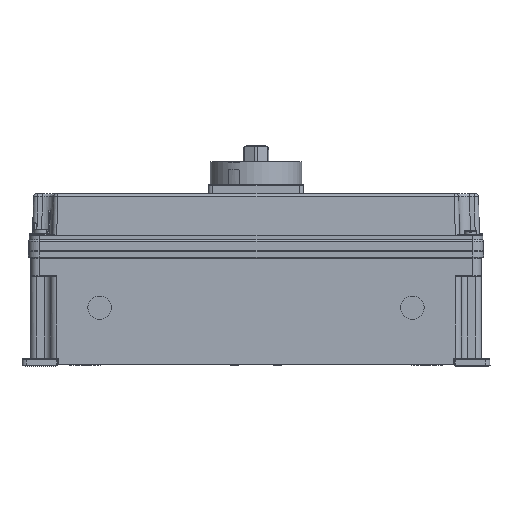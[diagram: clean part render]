
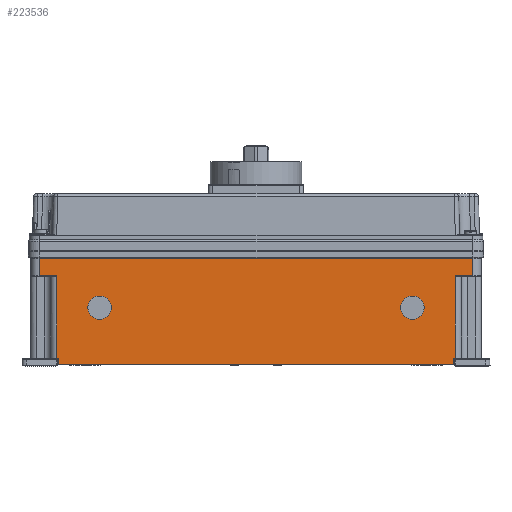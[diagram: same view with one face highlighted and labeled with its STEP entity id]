
A CAD part, front view. The second image highlights one B-rep face of the part: STEP entity #223536.
In plain terms, the highlighted face is planar.
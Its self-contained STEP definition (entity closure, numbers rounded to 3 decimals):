
#2781 = DIRECTION ( 'NONE',  ( 0., -1., 0. ) ) ;
#3965 = VERTEX_POINT ( 'NONE', #16527 ) ;
#4008 = LINE ( 'NONE', #71596, #283797 ) ;
#4233 = EDGE_CURVE ( 'NONE', #115253, #52707, #108310, .T. ) ;
#6410 = DIRECTION ( 'NONE',  ( 0., 1., 0. ) ) ;
#7050 = AXIS2_PLACEMENT_3D ( 'NONE', #115541, #25256, #6410 ) ;
#8442 = LINE ( 'NONE', #186577, #58175 ) ;
#8665 = CARTESIAN_POINT ( 'NONE',  ( 18.5, -40.3, -22.5 ) ) ;
#14848 = EDGE_CURVE ( 'NONE', #70439, #137104, #112314, .T. ) ;
#15844 = EDGE_CURVE ( 'NONE', #251618, #220472, #215925, .T. ) ;
#16296 = EDGE_CURVE ( 'NONE', #69818, #251274, #60576, .T. ) ;
#16527 = CARTESIAN_POINT ( 'NONE',  ( 18.5, -6., 0. ) ) ;
#18653 = ORIENTED_EDGE ( 'NONE', *, *, #243482, .T. ) ;
#19015 = DIRECTION ( 'NONE',  ( 0., -1., 0. ) ) ;
#20178 = PLANE ( 'NONE',  #120042 ) ;
#20197 = LINE ( 'NONE', #236981, #251659 ) ;
#24461 = DIRECTION ( 'NONE',  ( 1., 0., 0. ) ) ;
#24926 = DIRECTION ( 'NONE',  ( 0., 0., -1. ) ) ;
#25256 = DIRECTION ( 'NONE',  ( 1., 0., 0. ) ) ;
#25696 = DIRECTION ( 'NONE',  ( 0., -1., 0. ) ) ;
#28618 = CARTESIAN_POINT ( 'NONE',  ( 18.5, -260.3, -22.5 ) ) ;
#37617 = EDGE_CURVE ( 'NONE', #72594, #52907, #191084, .T. ) ;
#38286 = ORIENTED_EDGE ( 'NONE', *, *, #132949, .F. ) ;
#42727 = CARTESIAN_POINT ( 'NONE',  ( 18.5, -48.5, -22.5 ) ) ;
#42752 = VECTOR ( 'NONE', #200228, 1000. ) ;
#46000 = CARTESIAN_POINT ( 'NONE',  ( 18.5, -317., -62.5 ) ) ;
#48067 = DIRECTION ( 'NONE',  ( 0., 0., 1. ) ) ;
#50660 = CARTESIAN_POINT ( 'NONE',  ( 18.5, -311., 12. ) ) ;
#52707 = VERTEX_POINT ( 'NONE', #28618 ) ;
#52907 = VERTEX_POINT ( 'NONE', #231660 ) ;
#53726 = LINE ( 'NONE', #116837, #87575 ) ;
#54811 = CARTESIAN_POINT ( 'NONE',  ( 18.5, -18.5, -58. ) ) ;
#57223 = CARTESIAN_POINT ( 'NONE',  ( 18.5, -298.5, -58. ) ) ;
#58175 = VECTOR ( 'NONE', #94658, 1000. ) ;
#60576 = LINE ( 'NONE', #156653, #185809 ) ;
#68536 = DIRECTION ( 'NONE',  ( 0., 0., -1. ) ) ;
#69818 = VERTEX_POINT ( 'NONE', #95554 ) ;
#70439 = VERTEX_POINT ( 'NONE', #8665 ) ;
#70766 = EDGE_LOOP ( 'NONE', ( #165873, #217503 ) ) ;
#71596 = CARTESIAN_POINT ( 'NONE',  ( 18.5, -298.5, 0. ) ) ;
#72594 = VERTEX_POINT ( 'NONE', #170626 ) ;
#74722 = EDGE_CURVE ( 'NONE', #52707, #115253, #263967, .T. ) ;
#78830 = DIRECTION ( 'NONE',  ( 1., 0., 0. ) ) ;
#84465 = ORIENTED_EDGE ( 'NONE', *, *, #15844, .F. ) ;
#87575 = VECTOR ( 'NONE', #48067, 1000. ) ;
#88152 = ORIENTED_EDGE ( 'NONE', *, *, #14848, .F. ) ;
#89245 = DIRECTION ( 'NONE',  ( 1., 0., 0. ) ) ;
#92726 = EDGE_CURVE ( 'NONE', #52907, #216343, #270217, .T. ) ;
#94658 = DIRECTION ( 'NONE',  ( 0., 1., 0. ) ) ;
#95554 = CARTESIAN_POINT ( 'NONE',  ( 18.5, -298.5, 0. ) ) ;
#95658 = VERTEX_POINT ( 'NONE', #267254 ) ;
#97258 = ORIENTED_EDGE ( 'NONE', *, *, #182403, .T. ) ;
#106231 = CARTESIAN_POINT ( 'NONE',  ( 18.5, -19.5, -58. ) ) ;
#108155 = CARTESIAN_POINT ( 'NONE',  ( 18.5, -311., 12. ) ) ;
#108310 = CIRCLE ( 'NONE', #209246, 8.2 ) ;
#109350 = CARTESIAN_POINT ( 'NONE',  ( 18.5, -268.5, -22.5 ) ) ;
#111516 = CARTESIAN_POINT ( 'NONE',  ( 18.5, -297.5, -58. ) ) ;
#112314 = CIRCLE ( 'NONE', #185821, 8.2 ) ;
#112500 = LINE ( 'NONE', #225921, #42752 ) ;
#115253 = VERTEX_POINT ( 'NONE', #252746 ) ;
#115541 = CARTESIAN_POINT ( 'NONE',  ( 18.5, -268.5, -22.5 ) ) ;
#116528 = CARTESIAN_POINT ( 'NONE',  ( 18.5, -18.5, 0. ) ) ;
#116837 = CARTESIAN_POINT ( 'NONE',  ( 18.5, -19.5, -62.5 ) ) ;
#120042 = AXIS2_PLACEMENT_3D ( 'NONE', #46000, #24461, #2781 ) ;
#123688 = ORIENTED_EDGE ( 'NONE', *, *, #147025, .F. ) ;
#127199 = VECTOR ( 'NONE', #24926, 1000. ) ;
#130645 = DIRECTION ( 'NONE',  ( 0., 1., 0. ) ) ;
#131110 = DIRECTION ( 'NONE',  ( 0., 1., 0. ) ) ;
#132949 = EDGE_CURVE ( 'NONE', #3965, #216343, #206400, .T. ) ;
#133656 = DIRECTION ( 'NONE',  ( 0., 0., -1. ) ) ;
#136508 = ORIENTED_EDGE ( 'NONE', *, *, #140082, .T. ) ;
#137104 = VERTEX_POINT ( 'NONE', #226383 ) ;
#140082 = EDGE_CURVE ( 'NONE', #95658, #142817, #242235, .T. ) ;
#141067 = LINE ( 'NONE', #50660, #127199 ) ;
#142817 = VERTEX_POINT ( 'NONE', #178492 ) ;
#143166 = DIRECTION ( 'NONE',  ( 0., -1., 0. ) ) ;
#144321 = ORIENTED_EDGE ( 'NONE', *, *, #16296, .T. ) ;
#145089 = CARTESIAN_POINT ( 'NONE',  ( 18.5, -6., 12. ) ) ;
#146948 = EDGE_LOOP ( 'NONE', ( #203162, #88152 ) ) ;
#147025 = EDGE_CURVE ( 'NONE', #69818, #185356, #4008, .T. ) ;
#151900 = DIRECTION ( 'NONE',  ( 1., 0., 0. ) ) ;
#152244 = ORIENTED_EDGE ( 'NONE', *, *, #37617, .T. ) ;
#152694 = CARTESIAN_POINT ( 'NONE',  ( 18.5, -19.5, -62.5 ) ) ;
#156653 = CARTESIAN_POINT ( 'NONE',  ( 18.5, -298.5, 0. ) ) ;
#158692 = EDGE_CURVE ( 'NONE', #137104, #70439, #193956, .T. ) ;
#165873 = ORIENTED_EDGE ( 'NONE', *, *, #4233, .F. ) ;
#166510 = DIRECTION ( 'NONE',  ( 0., -1., 0. ) ) ;
#168286 = VECTOR ( 'NONE', #68536, 1000. ) ;
#170626 = CARTESIAN_POINT ( 'NONE',  ( 18.5, -19.5, -58. ) ) ;
#172634 = EDGE_CURVE ( 'NONE', #220472, #3965, #112500, .T. ) ;
#173440 = DIRECTION ( 'NONE',  ( 0., 1., 0. ) ) ;
#178113 = FACE_OUTER_BOUND ( 'NONE', #204162, .T. ) ;
#178492 = CARTESIAN_POINT ( 'NONE',  ( 18.5, -297.5, -62.5 ) ) ;
#180250 = AXIS2_PLACEMENT_3D ( 'NONE', #274072, #78830, #166510 ) ;
#180595 = ORIENTED_EDGE ( 'NONE', *, *, #259701, .T. ) ;
#182403 = EDGE_CURVE ( 'NONE', #251618, #185356, #141067, .T. ) ;
#184115 = DIRECTION ( 'NONE',  ( 0., 0., 1. ) ) ;
#185356 = VERTEX_POINT ( 'NONE', #214988 ) ;
#185809 = VECTOR ( 'NONE', #133656, 1000. ) ;
#185821 = AXIS2_PLACEMENT_3D ( 'NONE', #42727, #151900, #173440 ) ;
#186577 = CARTESIAN_POINT ( 'NONE',  ( 18.5, -297.5, -62.5 ) ) ;
#191084 = LINE ( 'NONE', #106231, #214094 ) ;
#193371 = VECTOR ( 'NONE', #143166, 1000. ) ;
#193956 = CIRCLE ( 'NONE', #180250, 8.2 ) ;
#195419 = VECTOR ( 'NONE', #131110, 1000. ) ;
#198218 = FACE_BOUND ( 'NONE', #146948, .T. ) ;
#200228 = DIRECTION ( 'NONE',  ( 0., 0., -1. ) ) ;
#203162 = ORIENTED_EDGE ( 'NONE', *, *, #158692, .F. ) ;
#204162 = EDGE_LOOP ( 'NONE', ( #275134, #18653, #152244, #274200, #38286, #253471, #84465, #97258, #123688, #144321, #180595, #136508 ) ) ;
#206400 = LINE ( 'NONE', #270936, #193371 ) ;
#209138 = CARTESIAN_POINT ( 'NONE',  ( 18.5, -311., 12. ) ) ;
#209246 = AXIS2_PLACEMENT_3D ( 'NONE', #109350, #89245, #19015 ) ;
#214094 = VECTOR ( 'NONE', #261336, 1000. ) ;
#214988 = CARTESIAN_POINT ( 'NONE',  ( 18.5, -311., 0. ) ) ;
#215925 = LINE ( 'NONE', #108155, #195419 ) ;
#216343 = VERTEX_POINT ( 'NONE', #116528 ) ;
#217503 = ORIENTED_EDGE ( 'NONE', *, *, #74722, .F. ) ;
#220472 = VERTEX_POINT ( 'NONE', #145089 ) ;
#223536 = ADVANCED_FACE ( 'NONE', ( #244088, #198218, #178113 ), #20178, .T. ) ;
#225921 = CARTESIAN_POINT ( 'NONE',  ( 18.5, -6., 12. ) ) ;
#226383 = CARTESIAN_POINT ( 'NONE',  ( 18.5, -56.7, -22.5 ) ) ;
#227098 = EDGE_CURVE ( 'NONE', #142817, #237741, #8442, .T. ) ;
#231660 = CARTESIAN_POINT ( 'NONE',  ( 18.5, -18.5, -58. ) ) ;
#236981 = CARTESIAN_POINT ( 'NONE',  ( 18.5, -298.5, -58. ) ) ;
#237741 = VERTEX_POINT ( 'NONE', #152694 ) ;
#242235 = LINE ( 'NONE', #111516, #168286 ) ;
#243482 = EDGE_CURVE ( 'NONE', #237741, #72594, #53726, .T. ) ;
#244088 = FACE_BOUND ( 'NONE', #70766, .T. ) ;
#251274 = VERTEX_POINT ( 'NONE', #57223 ) ;
#251618 = VERTEX_POINT ( 'NONE', #209138 ) ;
#251659 = VECTOR ( 'NONE', #130645, 1000. ) ;
#252746 = CARTESIAN_POINT ( 'NONE',  ( 18.5, -276.7, -22.5 ) ) ;
#253061 = VECTOR ( 'NONE', #184115, 1000. ) ;
#253471 = ORIENTED_EDGE ( 'NONE', *, *, #172634, .F. ) ;
#259701 = EDGE_CURVE ( 'NONE', #251274, #95658, #20197, .T. ) ;
#261336 = DIRECTION ( 'NONE',  ( 0., 1., 0. ) ) ;
#263967 = CIRCLE ( 'NONE', #7050, 8.2 ) ;
#267254 = CARTESIAN_POINT ( 'NONE',  ( 18.5, -297.5, -58. ) ) ;
#270217 = LINE ( 'NONE', #54811, #253061 ) ;
#270936 = CARTESIAN_POINT ( 'NONE',  ( 18.5, -6., 0. ) ) ;
#274072 = CARTESIAN_POINT ( 'NONE',  ( 18.5, -48.5, -22.5 ) ) ;
#274200 = ORIENTED_EDGE ( 'NONE', *, *, #92726, .T. ) ;
#275134 = ORIENTED_EDGE ( 'NONE', *, *, #227098, .T. ) ;
#283797 = VECTOR ( 'NONE', #25696, 1000. ) ;
